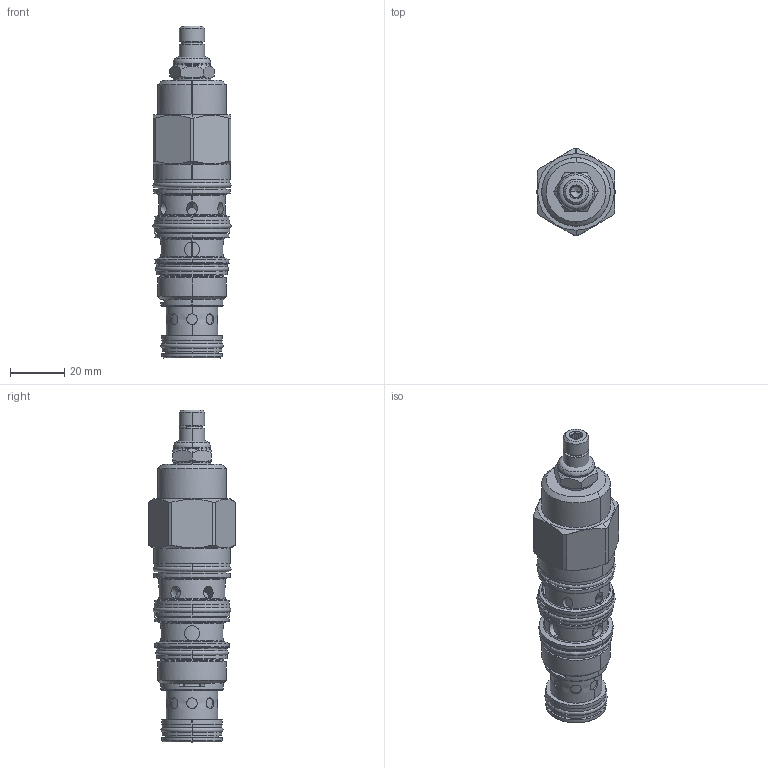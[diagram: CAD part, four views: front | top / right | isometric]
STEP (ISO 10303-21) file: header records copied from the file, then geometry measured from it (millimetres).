
FILE_DESCRIPTION((''),'2;1');
FILE_NAME('DRCRLNV_SW_PRT','2021-03-17T',('charlief'),(''),'PRO/ENGINEER BY PARAMETRIC TECHNOLOGY CORPORATION, 2016010','PRO/ENGINEER BY PARAMETRIC TECHNOLOGY CORPORATION, 2016010','');
FILE_SCHEMA(('CONFIG_CONTROL_DESIGN'));
Products named in the file (1): DRCRLNV_SW_PRT
Bounding box: 28.8 x 32.21 x 122.48 mm (x, y, z)
Surface area: 21445.8 mm2 (no closed solid volume)
Topology: 0 solids, 0 shells, 349 faces, 1676 edges, 1649 vertices
Faces by surface type: bspline 305, torus 44
Entity records: 85881 total; most frequent: CARTESIAN_POINT 71561, DIRECTION 2262, TRIMMED_CURVE 1784, DEFINITIONAL_REPRESENTATION 1624, PCURVE 1624, COMPOSITE_CURVE_SEGMENT 1624, VECTOR 1394, LINE 1394
